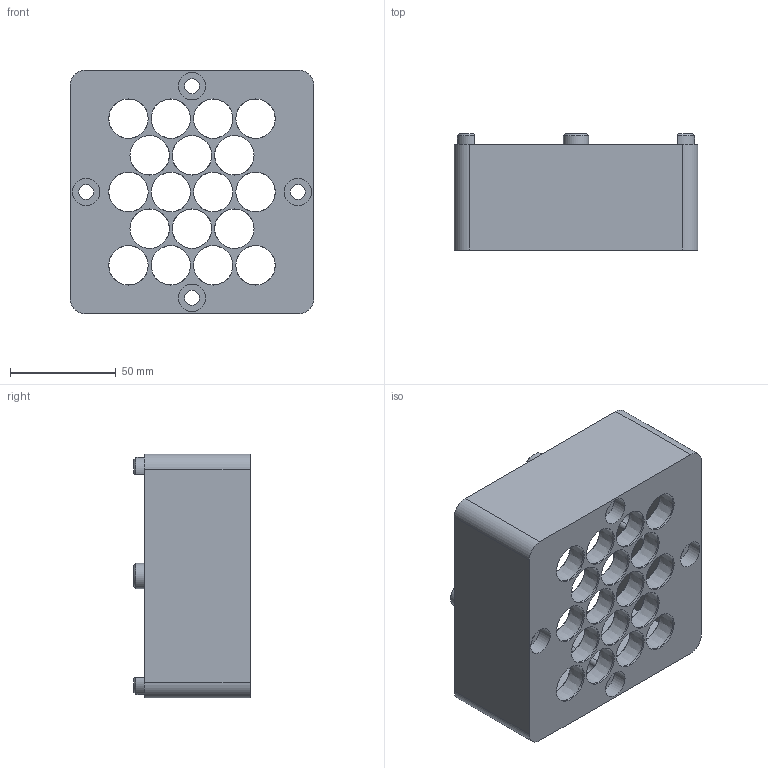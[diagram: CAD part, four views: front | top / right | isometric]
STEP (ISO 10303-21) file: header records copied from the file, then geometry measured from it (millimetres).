
FILE_DESCRIPTION(/* description */ (''),/* implementation_level */ '2;1');
FILE_NAME(/* name */ 'Battery Holder (Top).stp',/* time_stamp */ '2025-08-13T14:24:58-04:00',/* author */ ('mayhe'),/* organization */ (''),/* preprocessor_version */ 'ST-DEVELOPER v20',/* originating_system */ 'Autodesk Inventor 2025',/* authorisation */ '');
FILE_SCHEMA (('AUTOMOTIVE_DESIGN { 1 0 10303 214 3 1 1 }'));
Length unit declared in the file: millimetre
Products named in the file (1): Battery Holder (Top)
Bounding box: 115 x 55 x 115 mm (x, y, z)
Volume: 231194.7 mm3; surface area: 67166.7 mm2
Topology: 1 solids, 1 shells, 113 faces, 306 edges, 196 vertices
Faces by surface type: cylinder 42, cone 40, plane 31
Full cylindrical faces by diameter (mm): 7.125 x4, 13 x4, 18.6 x18
Entity records: 3751 total; most frequent: DIRECTION 674, CARTESIAN_POINT 672, ORIENTED_EDGE 612, EDGE_CURVE 306, AXIS2_PLACEMENT_3D 270, VERTEX_POINT 196, EDGE_LOOP 158, CIRCLE 148
